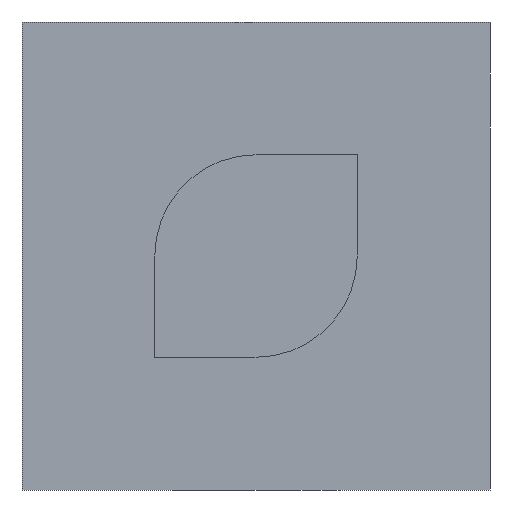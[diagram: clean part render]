
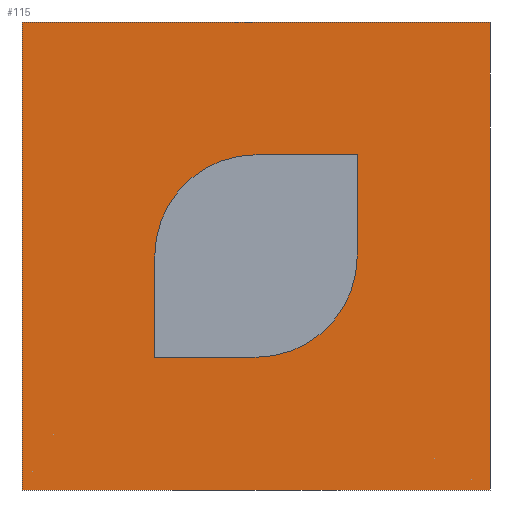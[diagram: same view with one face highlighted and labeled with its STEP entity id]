
A CAD part, front view. The second image highlights one B-rep face of the part: STEP entity #115.
In plain terms, the highlighted planar face has unit normal (0, -1, 0).
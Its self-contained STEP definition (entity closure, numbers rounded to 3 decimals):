
#23 = CIRCLE ( 'NONE', #960, 4. ) ;
#39 = VECTOR ( 'NONE', #977, 1000. ) ;
#43 = VERTEX_POINT ( 'NONE', #633 ) ;
#52 = VECTOR ( 'NONE', #947, 1000. ) ;
#58 = ORIENTED_EDGE ( 'NONE', *, *, #707, .T. ) ;
#62 = CARTESIAN_POINT ( 'NONE',  ( 9.25, 0., 9.25 ) ) ;
#65 = CARTESIAN_POINT ( 'NONE',  ( 0., 0., -4. ) ) ;
#69 = VERTEX_POINT ( 'NONE', #812 ) ;
#82 = CARTESIAN_POINT ( 'NONE',  ( 0., 0., 0. ) ) ;
#83 = ORIENTED_EDGE ( 'NONE', *, *, #498, .T. ) ;
#95 = EDGE_CURVE ( 'NONE', #1058, #895, #603, .T. ) ;
#115 = ADVANCED_FACE ( 'NONE', ( #750, #292 ), #130, .T. ) ;
#130 = PLANE ( 'NONE',  #466 ) ;
#159 = ORIENTED_EDGE ( 'NONE', *, *, #515, .T. ) ;
#161 = CARTESIAN_POINT ( 'NONE',  ( -4., 0., 9.25 ) ) ;
#176 = ORIENTED_EDGE ( 'NONE', *, *, #843, .T. ) ;
#183 = LINE ( 'NONE', #938, #1025 ) ;
#191 = EDGE_CURVE ( 'NONE', #361, #450, #1030, .T. ) ;
#193 = CARTESIAN_POINT ( 'NONE',  ( 9.25, 0., -9.25 ) ) ;
#204 = ORIENTED_EDGE ( 'NONE', *, *, #191, .T. ) ;
#223 = CARTESIAN_POINT ( 'NONE',  ( -4., 0., 0. ) ) ;
#239 = LINE ( 'NONE', #769, #52 ) ;
#254 = DIRECTION ( 'NONE',  ( 0., 0., 1. ) ) ;
#290 = CARTESIAN_POINT ( 'NONE',  ( 0., 0., 0. ) ) ;
#292 = FACE_OUTER_BOUND ( 'NONE', #706, .T. ) ;
#312 = AXIS2_PLACEMENT_3D ( 'NONE', #82, #589, #254 ) ;
#327 = EDGE_LOOP ( 'NONE', ( #204, #1026, #83, #176, #421, #572 ) ) ;
#333 = LINE ( 'NONE', #541, #691 ) ;
#361 = VERTEX_POINT ( 'NONE', #65 ) ;
#379 = DIRECTION ( 'NONE',  ( 0., 1., 0. ) ) ;
#380 = CARTESIAN_POINT ( 'NONE',  ( 9.25, 0., -9.25 ) ) ;
#381 = EDGE_CURVE ( 'NONE', #1058, #497, #1055, .T. ) ;
#405 = DIRECTION ( 'NONE',  ( 0., 0., 1. ) ) ;
#416 = CARTESIAN_POINT ( 'NONE',  ( 4., 0., 4. ) ) ;
#421 = ORIENTED_EDGE ( 'NONE', *, *, #896, .T. ) ;
#429 = CARTESIAN_POINT ( 'NONE',  ( -9.25, 0., -9.25 ) ) ;
#450 = VERTEX_POINT ( 'NONE', #931 ) ;
#466 = AXIS2_PLACEMENT_3D ( 'NONE', #62, #825, #906 ) ;
#472 = ORIENTED_EDGE ( 'NONE', *, *, #381, .T. ) ;
#491 = DIRECTION ( 'NONE',  ( -1., 0., 0. ) ) ;
#497 = VERTEX_POINT ( 'NONE', #888 ) ;
#498 = EDGE_CURVE ( 'NONE', #1083, #675, #23, .T. ) ;
#515 = EDGE_CURVE ( 'NONE', #43, #895, #333, .T. ) ;
#528 = LINE ( 'NONE', #841, #591 ) ;
#541 = CARTESIAN_POINT ( 'NONE',  ( -9.25, 0., 0. ) ) ;
#545 = CIRCLE ( 'NONE', #312, 4. ) ;
#561 = DIRECTION ( 'NONE',  ( 0., 0., 1. ) ) ;
#572 = ORIENTED_EDGE ( 'NONE', *, *, #783, .T. ) ;
#589 = DIRECTION ( 'NONE',  ( 0., 1., 0. ) ) ;
#591 = VECTOR ( 'NONE', #491, 1000. ) ;
#603 = LINE ( 'NONE', #380, #39 ) ;
#633 = CARTESIAN_POINT ( 'NONE',  ( -9.25, 0., 9.25 ) ) ;
#663 = VECTOR ( 'NONE', #764, 1000. ) ;
#675 = VERTEX_POINT ( 'NONE', #835 ) ;
#691 = VECTOR ( 'NONE', #975, 1000. ) ;
#706 = EDGE_LOOP ( 'NONE', ( #472, #58, #159, #880 ) ) ;
#707 = EDGE_CURVE ( 'NONE', #497, #43, #528, .T. ) ;
#732 = CARTESIAN_POINT ( 'NONE',  ( 9.25, 0., -4. ) ) ;
#750 = FACE_BOUND ( 'NONE', #327, .T. ) ;
#763 = VERTEX_POINT ( 'NONE', #416 ) ;
#764 = DIRECTION ( 'NONE',  ( 0., 0., 1. ) ) ;
#766 = EDGE_CURVE ( 'NONE', #450, #1083, #1038, .T. ) ;
#769 = CARTESIAN_POINT ( 'NONE',  ( 4., 0., 9.25 ) ) ;
#774 = VECTOR ( 'NONE', #405, 1000. ) ;
#778 = VECTOR ( 'NONE', #901, 1000. ) ;
#783 = EDGE_CURVE ( 'NONE', #69, #361, #545, .T. ) ;
#812 = CARTESIAN_POINT ( 'NONE',  ( 4., 0., 0. ) ) ;
#825 = DIRECTION ( 'NONE',  ( 0., -1., 0. ) ) ;
#835 = CARTESIAN_POINT ( 'NONE',  ( 0., 0., 4. ) ) ;
#841 = CARTESIAN_POINT ( 'NONE',  ( 9.25, 0., 9.25 ) ) ;
#843 = EDGE_CURVE ( 'NONE', #675, #763, #183, .T. ) ;
#880 = ORIENTED_EDGE ( 'NONE', *, *, #95, .F. ) ;
#888 = CARTESIAN_POINT ( 'NONE',  ( 9.25, 0., 9.25 ) ) ;
#895 = VERTEX_POINT ( 'NONE', #429 ) ;
#896 = EDGE_CURVE ( 'NONE', #763, #69, #239, .T. ) ;
#901 = DIRECTION ( 'NONE',  ( -1., 0., 0. ) ) ;
#906 = DIRECTION ( 'NONE',  ( 0., 0., -1. ) ) ;
#912 = CARTESIAN_POINT ( 'NONE',  ( 9.25, 0., 9.25 ) ) ;
#931 = CARTESIAN_POINT ( 'NONE',  ( -4., 0., -4. ) ) ;
#938 = CARTESIAN_POINT ( 'NONE',  ( 9.25, 0., 4. ) ) ;
#947 = DIRECTION ( 'NONE',  ( 0., 0., -1. ) ) ;
#960 = AXIS2_PLACEMENT_3D ( 'NONE', #290, #379, #561 ) ;
#975 = DIRECTION ( 'NONE',  ( 0., 0., -1. ) ) ;
#977 = DIRECTION ( 'NONE',  ( -1., 0., 0. ) ) ;
#1025 = VECTOR ( 'NONE', #1028, 1000. ) ;
#1026 = ORIENTED_EDGE ( 'NONE', *, *, #766, .T. ) ;
#1028 = DIRECTION ( 'NONE',  ( 1., 0., 0. ) ) ;
#1030 = LINE ( 'NONE', #732, #778 ) ;
#1038 = LINE ( 'NONE', #161, #663 ) ;
#1055 = LINE ( 'NONE', #912, #774 ) ;
#1058 = VERTEX_POINT ( 'NONE', #193 ) ;
#1083 = VERTEX_POINT ( 'NONE', #223 ) ;
